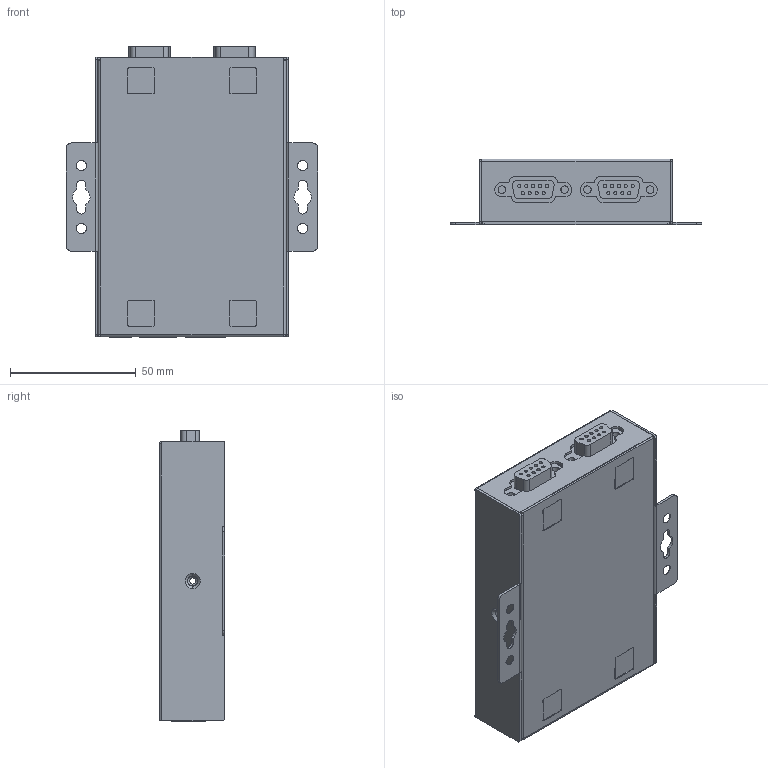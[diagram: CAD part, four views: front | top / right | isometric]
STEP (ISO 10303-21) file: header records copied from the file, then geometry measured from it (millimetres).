
FILE_DESCRIPTION((''),'2;1');
FILE_NAME('MB3280','2012-02-17T',('Vincent_Huang'),(''),'PRO/ENGINEER BY PARAMETRIC TECHNOLOGY CORPORATION, 2004320','PRO/ENGINEER BY PARAMETRIC TECHNOLOGY CORPORATION, 2004320','');
FILE_SCHEMA(('CONFIG_CONTROL_DESIGN'));
Length unit declared in the file: inch
Products named in the file (1): MB3280
Bounding box: 100 x 26 x 115.5 mm (x, y, z)
Volume: 55456.5 mm3; surface area: 85619.9 mm2
Topology: 17 solids, 17 shells, 856 faces, 2088 edges, 1343 vertices
Faces by surface type: plane 458, cylinder 358, torus 18, cone 12, sphere 10
Entity records: 25399 total; most frequent: DIRECTION 4574, CARTESIAN_POINT 4424, ORIENTED_EDGE 4156, EDGE_CURVE 2078, AXIS2_PLACEMENT_3D 1658, VERTEX_POINT 1343, VECTOR 1258, LINE 1258
